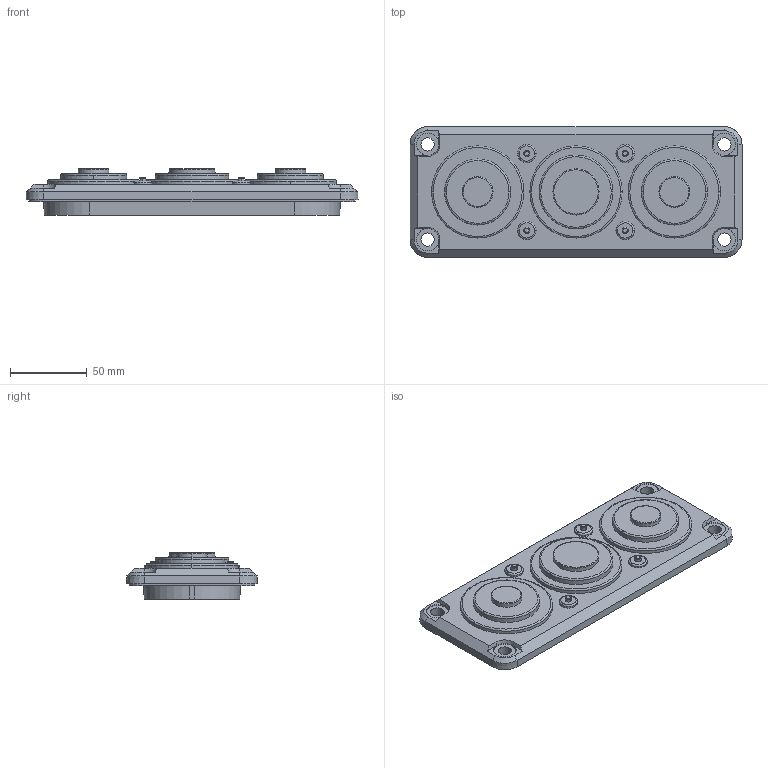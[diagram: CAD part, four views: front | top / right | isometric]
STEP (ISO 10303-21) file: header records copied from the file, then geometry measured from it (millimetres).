
FILE_DESCRIPTION (( 'STEP AP214' ), '1' );
FILE_NAME ('FIBOX FMC-3.STEP', '2015-10-23T06:37:05', ( '' ), ( '' ), 'SwSTEP 2.0', 'SolidWorks 2014', '' );
FILE_SCHEMA (( 'AUTOMOTIVE_DESIGN' ));
Length unit declared in the file: millimetre
Products named in the file (1): FIBOX FMC-3
Bounding box: 216 x 85 x 30 mm (x, y, z)
Volume: 153005.5 mm3; surface area: 83134 mm2
Topology: 1 solids, 1 shells, 328 faces, 750 edges, 472 vertices
Faces by surface type: cone 172, plane 94, bspline 34, cylinder 28
Entity records: 9790 total; most frequent: CARTESIAN_POINT 2231, DIRECTION 1694, ORIENTED_EDGE 1500, EDGE_CURVE 750, AXIS2_PLACEMENT_3D 695, VERTEX_POINT 472, CIRCLE 400, EDGE_LOOP 384
